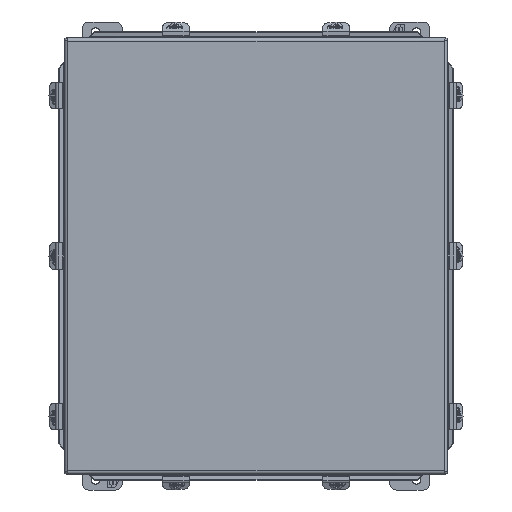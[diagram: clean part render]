
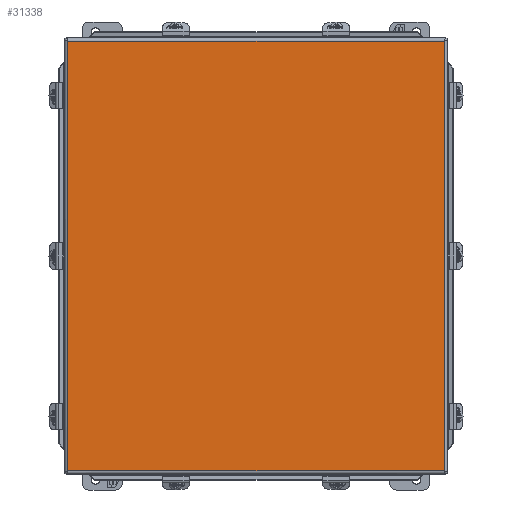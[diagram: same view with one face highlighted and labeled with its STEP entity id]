
A CAD part, front view. The second image highlights one B-rep face of the part: STEP entity #31338.
In plain terms, the highlighted planar face has unit normal (0, -1, 0).
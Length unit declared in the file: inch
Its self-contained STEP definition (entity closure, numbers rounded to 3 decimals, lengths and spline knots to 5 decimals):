
#3073 = VERTEX_POINT ( 'NONE', #36629 ) ;
#3108 = LINE ( 'NONE', #10540, #14333 ) ;
#4992 = FACE_OUTER_BOUND ( 'NONE', #59684, .T. ) ;
#6709 = CARTESIAN_POINT ( 'NONE',  ( 0., -6.20591, 0. ) ) ;
#10540 = CARTESIAN_POINT ( 'NONE',  ( 0., -6.20591, -8.0378 ) ) ;
#10748 = VECTOR ( 'NONE', #30137, 39.37008 ) ;
#11194 = ORIENTED_EDGE ( 'NONE', *, *, #26743, .T. ) ;
#11204 = VECTOR ( 'NONE', #54584, 39.37008 ) ;
#14333 = VECTOR ( 'NONE', #44646, 39.37008 ) ;
#14856 = EDGE_CURVE ( 'NONE', #57741, #39028, #39875, .T. ) ;
#17177 = CARTESIAN_POINT ( 'NONE',  ( -7.0378, -6.20591, 8.0378 ) ) ;
#18094 = DIRECTION ( 'NONE',  ( -1., 0., 0. ) ) ;
#18820 = ORIENTED_EDGE ( 'NONE', *, *, #14856, .T. ) ;
#19422 = CARTESIAN_POINT ( 'NONE',  ( -7.0378, -6.20591, 0. ) ) ;
#20951 = DIRECTION ( 'NONE',  ( 0., 0., -1. ) ) ;
#23475 = LINE ( 'NONE', #19422, #10748 ) ;
#23945 = EDGE_CURVE ( 'NONE', #39028, #53442, #29619, .T. ) ;
#25151 = CARTESIAN_POINT ( 'NONE',  ( 7.0378, -6.20591, -8.0378 ) ) ;
#26743 = EDGE_CURVE ( 'NONE', #53442, #3073, #23475, .T. ) ;
#27320 = EDGE_CURVE ( 'NONE', #3073, #57741, #3108, .T. ) ;
#27536 = ORIENTED_EDGE ( 'NONE', *, *, #27320, .T. ) ;
#29619 = LINE ( 'NONE', #37310, #44052 ) ;
#30137 = DIRECTION ( 'NONE',  ( 0., 0., -1. ) ) ;
#31327 = CARTESIAN_POINT ( 'NONE',  ( 7.0378, -6.20591, 8.0378 ) ) ;
#31338 = ADVANCED_FACE ( 'NONE', ( #4992 ), #49496, .T. ) ;
#36629 = CARTESIAN_POINT ( 'NONE',  ( -7.0378, -6.20591, -8.0378 ) ) ;
#37310 = CARTESIAN_POINT ( 'NONE',  ( -7.15591, -6.20591, 8.0378 ) ) ;
#37328 = ORIENTED_EDGE ( 'NONE', *, *, #23945, .T. ) ;
#39028 = VERTEX_POINT ( 'NONE', #31327 ) ;
#39875 = LINE ( 'NONE', #44680, #11204 ) ;
#44052 = VECTOR ( 'NONE', #18094, 39.37008 ) ;
#44646 = DIRECTION ( 'NONE',  ( 1., 0., 0. ) ) ;
#44680 = CARTESIAN_POINT ( 'NONE',  ( 7.0378, -6.20591, 8.15591 ) ) ;
#44845 = DIRECTION ( 'NONE',  ( 0., -1., 0. ) ) ;
#48872 = AXIS2_PLACEMENT_3D ( 'NONE', #6709, #44845, #20951 ) ;
#49496 = PLANE ( 'NONE',  #48872 ) ;
#53442 = VERTEX_POINT ( 'NONE', #17177 ) ;
#54584 = DIRECTION ( 'NONE',  ( 0., 0., 1. ) ) ;
#57741 = VERTEX_POINT ( 'NONE', #25151 ) ;
#59684 = EDGE_LOOP ( 'NONE', ( #18820, #37328, #11194, #27536 ) ) ;
